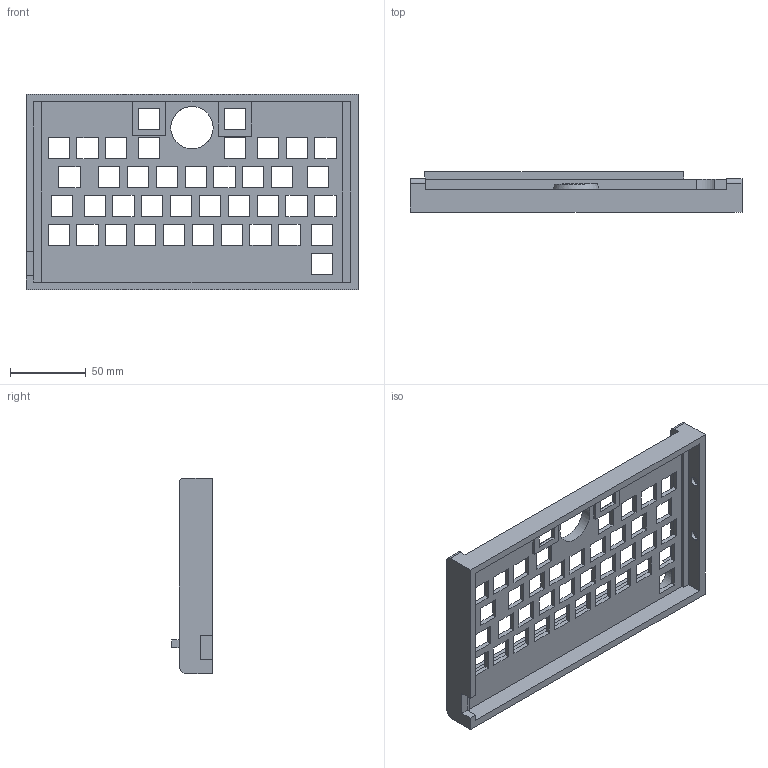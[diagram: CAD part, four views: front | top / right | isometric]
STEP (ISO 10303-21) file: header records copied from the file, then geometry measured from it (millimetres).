
FILE_DESCRIPTION(/* description */ (''),/* implementation_level */ '2;1');
FILE_NAME(/* name */ 'ckb_case_top v12.step',/* time_stamp */ '2024-01-25T05:35:23+09:00',/* author */ (''),/* organization */ (''),/* preprocessor_version */ 'ST-DEVELOPER v20',/* originating_system */ 'Autodesk Translation Framework v12.14.0.127',/* authorisation */ '');
FILE_SCHEMA (('AUTOMOTIVE_DESIGN { 1 0 10303 214 3 1 1 }'));
Length unit declared in the file: millimetre
Products named in the file (1): ckb_case_top
Bounding box: 219.22 x 27 x 128.98 mm (x, y, z)
Volume: 153768.1 mm3; surface area: 74689.4 mm2
Topology: 1 solids, 1 shells, 225 faces, 644 edges, 430 vertices
Faces by surface type: plane 215, cylinder 9, sphere 1
Full cylindrical faces by diameter (mm): 6.2 x4, 28 x1
Entity records: 7439 total; most frequent: CARTESIAN_POINT 1334, ORIENTED_EDGE 1288, DIRECTION 1112, EDGE_CURVE 644, LINE 624, VECTOR 624, VERTEX_POINT 430, EDGE_LOOP 316
